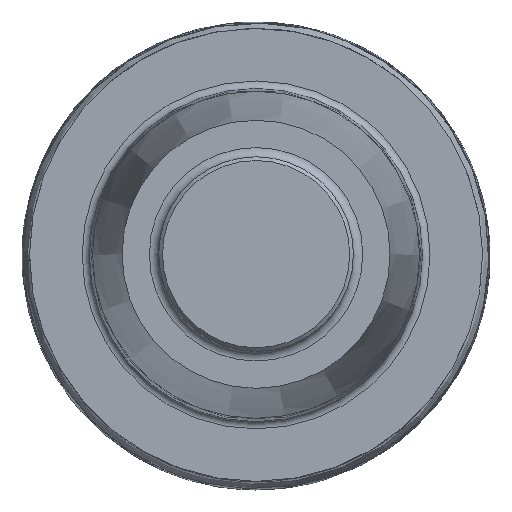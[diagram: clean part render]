
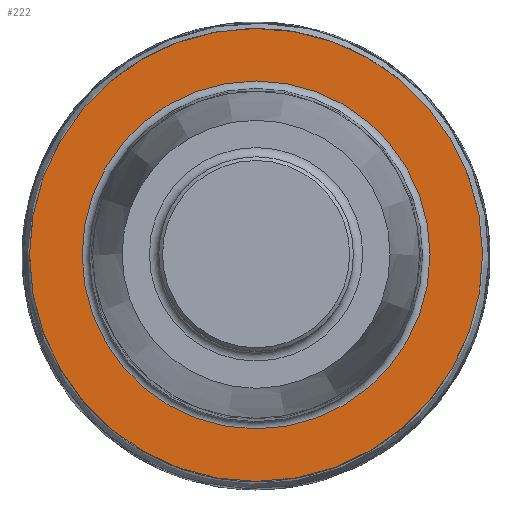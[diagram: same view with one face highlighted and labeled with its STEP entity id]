
A CAD part, top view. The second image highlights one B-rep face of the part: STEP entity #222.
In plain terms, the highlighted planar face has unit normal (0, 0, 1).
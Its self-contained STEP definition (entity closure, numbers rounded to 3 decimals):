
#189=FACE_BOUND('',#298,.T.);
#190=FACE_BOUND('',#299,.T.);
#222=ADVANCED_FACE('',(#189,#190),#244,.F.);
#244=PLANE('',#653);
#298=EDGE_LOOP('',(#372));
#299=EDGE_LOOP('',(#373));
#372=ORIENTED_EDGE('',*,*,#494,.T.);
#373=ORIENTED_EDGE('',*,*,#493,.F.);
#452=VERTEX_POINT('',#1066);
#453=VERTEX_POINT('',#1069);
#493=EDGE_CURVE('',#452,#452,#529,.T.);
#494=EDGE_CURVE('',#453,#453,#530,.T.);
#529=CIRCLE('',#650,12.1);
#530=CIRCLE('',#652,9.292);
#650=AXIS2_PLACEMENT_3D('',#1065,#766,#767);
#652=AXIS2_PLACEMENT_3D('',#1068,#770,#771);
#653=AXIS2_PLACEMENT_3D('',#1070,#772,#773);
#766=DIRECTION('',(0.,0.,-1.));
#767=DIRECTION('',(-1.,0.,0.));
#770=DIRECTION('',(0.,0.,-1.));
#771=DIRECTION('',(-1.,0.,0.));
#772=DIRECTION('',(0.,0.,-1.));
#773=DIRECTION('',(-1.,0.,0.));
#1065=CARTESIAN_POINT('',(0.,0.,0.));
#1066=CARTESIAN_POINT('',(-12.1,0.,0.));
#1068=CARTESIAN_POINT('',(0.,0.,0.));
#1069=CARTESIAN_POINT('',(-9.292,0.,0.));
#1070=CARTESIAN_POINT('',(-8.907,0.,0.));
